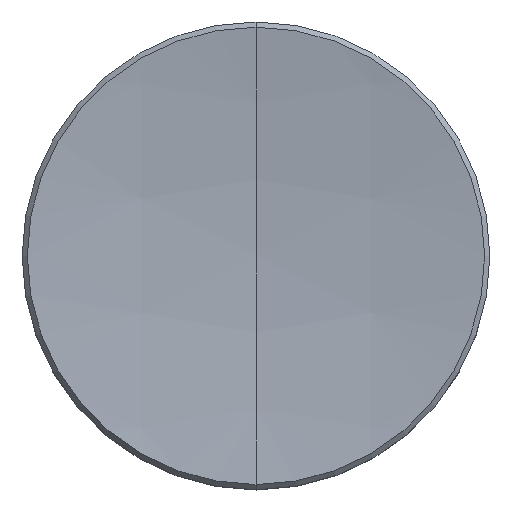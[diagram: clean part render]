
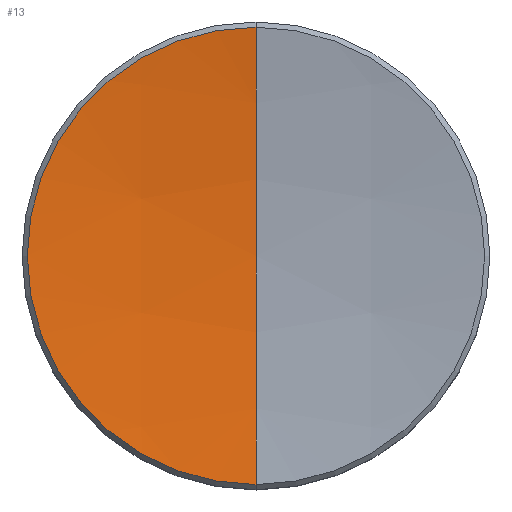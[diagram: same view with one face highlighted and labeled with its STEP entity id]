
A CAD part, top view. The second image highlights one B-rep face of the part: STEP entity #13.
In plain terms, the highlighted spherical face has radius 46 mm.
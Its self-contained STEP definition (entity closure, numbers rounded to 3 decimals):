
#8 = VERTEX_POINT ( 'NONE', #112 ) ;
#12 = EDGE_CURVE ( 'NONE', #8, #18, #148, .T. ) ;
#13 = ADVANCED_FACE ( 'NONE', ( #127 ), #168, .F. ) ;
#14 = ORIENTED_EDGE ( 'NONE', *, *, #12, .F. ) ;
#18 = VERTEX_POINT ( 'NONE', #221 ) ;
#27 = ORIENTED_EDGE ( 'NONE', *, *, #29, .F. ) ;
#28 = EDGE_CURVE ( 'NONE', #8, #49, #219, .T. ) ;
#29 = EDGE_CURVE ( 'NONE', #18, #49, #210, .T. ) ;
#30 = ORIENTED_EDGE ( 'NONE', *, *, #28, .T. ) ;
#31 = EDGE_LOOP ( 'NONE', ( #14, #30, #27 ) ) ;
#49 = VERTEX_POINT ( 'NONE', #334 ) ;
#112 = CARTESIAN_POINT ( 'NONE',  ( 0., -6.209, 2.171 ) ) ;
#127 = FACE_OUTER_BOUND ( 'NONE', #31, .T. ) ;
#128 = DIRECTION ( 'NONE',  ( 0., 1., 0. ) ) ;
#148 = CIRCLE ( 'NONE', #175, 6.209 ) ;
#168 = SPHERICAL_SURFACE ( 'NONE', #214, 46. ) ;
#174 = DIRECTION ( 'NONE',  ( 0., 0., -1. ) ) ;
#175 = AXIS2_PLACEMENT_3D ( 'NONE', #176, #174, #128 ) ;
#176 = CARTESIAN_POINT ( 'NONE',  ( 0., 0., 2.171 ) ) ;
#206 = DIRECTION ( 'NONE',  ( 0., 0., 1. ) ) ;
#207 = DIRECTION ( 'NONE',  ( -1., 0., 0. ) ) ;
#208 = CARTESIAN_POINT ( 'NONE',  ( 0., 0., 47.75 ) ) ;
#209 = AXIS2_PLACEMENT_3D ( 'NONE', #208, #207, #206 ) ;
#210 = CIRCLE ( 'NONE', #209, 46. ) ;
#211 = DIRECTION ( 'NONE',  ( 0., 1., 0. ) ) ;
#212 = DIRECTION ( 'NONE',  ( 1., 0., 0. ) ) ;
#213 = CARTESIAN_POINT ( 'NONE',  ( 0., 0., 47.75 ) ) ;
#214 = AXIS2_PLACEMENT_3D ( 'NONE', #213, #212, #211 ) ;
#215 = DIRECTION ( 'NONE',  ( 0., 1., 0. ) ) ;
#216 = DIRECTION ( 'NONE',  ( 1., 0., 0. ) ) ;
#217 = CARTESIAN_POINT ( 'NONE',  ( 0., 0., 47.75 ) ) ;
#218 = AXIS2_PLACEMENT_3D ( 'NONE', #217, #216, #215 ) ;
#219 = CIRCLE ( 'NONE', #218, 46. ) ;
#221 = CARTESIAN_POINT ( 'NONE',  ( 0., 6.209, 2.171 ) ) ;
#334 = CARTESIAN_POINT ( 'NONE',  ( 0., 0., 1.75 ) ) ;
